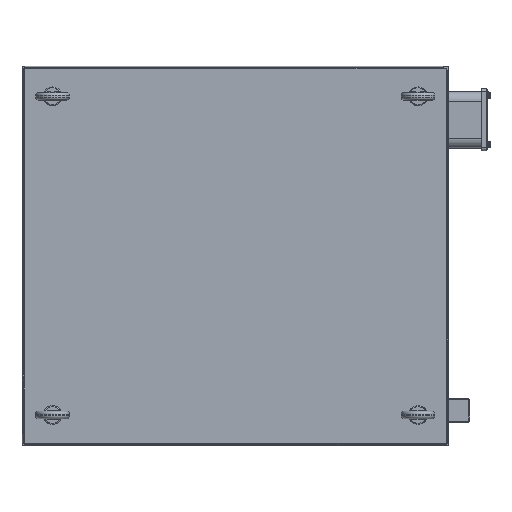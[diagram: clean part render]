
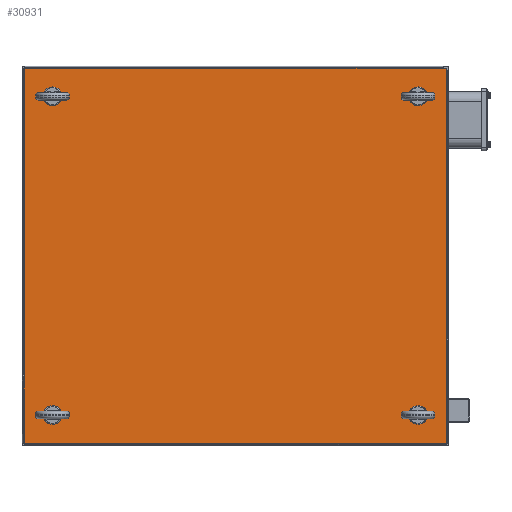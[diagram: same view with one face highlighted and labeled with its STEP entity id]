
A CAD part, top view. The second image highlights one B-rep face of the part: STEP entity #30931.
In plain terms, the highlighted planar face has unit normal (0, 0, 1).
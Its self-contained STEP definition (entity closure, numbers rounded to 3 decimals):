
#1829=FACE_BOUND('',#8486,.T.);
#1830=FACE_BOUND('',#8487,.T.);
#1831=FACE_BOUND('',#8488,.T.);
#1832=FACE_BOUND('',#8489,.T.);
#2048=LINE('',#48108,#3850);
#2053=LINE('',#48117,#3855);
#2057=LINE('',#48125,#3859);
#2059=LINE('',#48128,#3861);
#3850=VECTOR('',#37176,1.);
#3855=VECTOR('',#37183,1.);
#3859=VECTOR('',#37189,1.);
#3861=VECTOR('',#37193,1.);
#5652=PLANE('',#32886);
#6605=FACE_OUTER_BOUND('',#8485,.T.);
#8485=EDGE_LOOP('',(#20976,#20977,#20978,#20979));
#8486=EDGE_LOOP('',(#20980,#20981));
#8487=EDGE_LOOP('',(#20982,#20983));
#8488=EDGE_LOOP('',(#20984,#20985));
#8489=EDGE_LOOP('',(#20986,#20987));
#11124=CIRCLE('',#32887,20.);
#11125=CIRCLE('',#32888,20.);
#11126=CIRCLE('',#32889,20.);
#11127=CIRCLE('',#32890,20.);
#11128=CIRCLE('',#32891,20.);
#11129=CIRCLE('',#32892,20.);
#11130=CIRCLE('',#32893,20.);
#11131=CIRCLE('',#32894,20.);
#12835=VERTEX_POINT('',#48105);
#12836=VERTEX_POINT('',#48107);
#12839=VERTEX_POINT('',#48115);
#12842=VERTEX_POINT('',#48123);
#12843=VERTEX_POINT('',#48130);
#12844=VERTEX_POINT('',#48131);
#12845=VERTEX_POINT('',#48134);
#12846=VERTEX_POINT('',#48135);
#12847=VERTEX_POINT('',#48138);
#12848=VERTEX_POINT('',#48139);
#12849=VERTEX_POINT('',#48142);
#12850=VERTEX_POINT('',#48143);
#16011=EDGE_CURVE('',#12835,#12836,#2048,.T.);
#16016=EDGE_CURVE('',#12839,#12835,#2053,.T.);
#16020=EDGE_CURVE('',#12842,#12839,#2057,.T.);
#16022=EDGE_CURVE('',#12836,#12842,#2059,.T.);
#16023=EDGE_CURVE('',#12843,#12844,#11124,.T.);
#16024=EDGE_CURVE('',#12844,#12843,#11125,.T.);
#16025=EDGE_CURVE('',#12845,#12846,#11126,.T.);
#16026=EDGE_CURVE('',#12846,#12845,#11127,.T.);
#16027=EDGE_CURVE('',#12847,#12848,#11128,.T.);
#16028=EDGE_CURVE('',#12848,#12847,#11129,.T.);
#16029=EDGE_CURVE('',#12849,#12850,#11130,.T.);
#16030=EDGE_CURVE('',#12850,#12849,#11131,.T.);
#20976=ORIENTED_EDGE('',*,*,#16022,.F.);
#20977=ORIENTED_EDGE('',*,*,#16011,.F.);
#20978=ORIENTED_EDGE('',*,*,#16016,.F.);
#20979=ORIENTED_EDGE('',*,*,#16020,.F.);
#20980=ORIENTED_EDGE('',*,*,#16023,.T.);
#20981=ORIENTED_EDGE('',*,*,#16024,.T.);
#20982=ORIENTED_EDGE('',*,*,#16025,.T.);
#20983=ORIENTED_EDGE('',*,*,#16026,.T.);
#20984=ORIENTED_EDGE('',*,*,#16027,.T.);
#20985=ORIENTED_EDGE('',*,*,#16028,.T.);
#20986=ORIENTED_EDGE('',*,*,#16029,.T.);
#20987=ORIENTED_EDGE('',*,*,#16030,.T.);
#30931=ADVANCED_FACE('',(#6605,#1829,#1830,#1831,#1832),#5652,.T.);
#32886=AXIS2_PLACEMENT_3D('',#48129,#37194,#37195);
#32887=AXIS2_PLACEMENT_3D('',#48132,#37196,#37197);
#32888=AXIS2_PLACEMENT_3D('',#48133,#37198,#37199);
#32889=AXIS2_PLACEMENT_3D('',#48136,#37200,#37201);
#32890=AXIS2_PLACEMENT_3D('',#48137,#37202,#37203);
#32891=AXIS2_PLACEMENT_3D('',#48140,#37204,#37205);
#32892=AXIS2_PLACEMENT_3D('',#48141,#37206,#37207);
#32893=AXIS2_PLACEMENT_3D('',#48144,#37208,#37209);
#32894=AXIS2_PLACEMENT_3D('',#48145,#37210,#37211);
#37176=DIRECTION('',(-1.,0.,0.));
#37183=DIRECTION('',(0.,-1.,0.));
#37189=DIRECTION('',(1.,0.,0.));
#37193=DIRECTION('',(0.,1.,0.));
#37194=DIRECTION('center_axis',(0.,0.,1.));
#37195=DIRECTION('ref_axis',(1.,0.,0.));
#37196=DIRECTION('center_axis',(0.,0.,-1.));
#37197=DIRECTION('ref_axis',(1.,0.,0.));
#37198=DIRECTION('center_axis',(0.,0.,-1.));
#37199=DIRECTION('ref_axis',(1.,0.,0.));
#37200=DIRECTION('center_axis',(0.,0.,-1.));
#37201=DIRECTION('ref_axis',(1.,0.,0.));
#37202=DIRECTION('center_axis',(0.,0.,-1.));
#37203=DIRECTION('ref_axis',(1.,0.,0.));
#37204=DIRECTION('center_axis',(0.,0.,-1.));
#37205=DIRECTION('ref_axis',(1.,0.,0.));
#37206=DIRECTION('center_axis',(0.,0.,-1.));
#37207=DIRECTION('ref_axis',(1.,0.,0.));
#37208=DIRECTION('center_axis',(0.,0.,-1.));
#37209=DIRECTION('ref_axis',(1.,0.,0.));
#37210=DIRECTION('center_axis',(0.,0.,-1.));
#37211=DIRECTION('ref_axis',(1.,0.,0.));
#48105=CARTESIAN_POINT('',(900.,0.,48.));
#48107=CARTESIAN_POINT('',(0.,0.,48.));
#48108=CARTESIAN_POINT('',(900.,0.,48.));
#48115=CARTESIAN_POINT('',(900.,800.,48.));
#48117=CARTESIAN_POINT('',(900.,800.,48.));
#48123=CARTESIAN_POINT('',(0.,800.,48.));
#48125=CARTESIAN_POINT('',(0.,800.,48.));
#48128=CARTESIAN_POINT('',(0.,0.,48.));
#48129=CARTESIAN_POINT('Origin',(0.,0.,48.));
#48130=CARTESIAN_POINT('',(860.,60.,48.));
#48131=CARTESIAN_POINT('',(820.,60.,48.));
#48132=CARTESIAN_POINT('Origin',(840.,60.,48.));
#48133=CARTESIAN_POINT('Origin',(840.,60.,48.));
#48134=CARTESIAN_POINT('',(80.,60.,48.));
#48135=CARTESIAN_POINT('',(40.,60.,48.));
#48136=CARTESIAN_POINT('Origin',(60.,60.,48.));
#48137=CARTESIAN_POINT('Origin',(60.,60.,48.));
#48138=CARTESIAN_POINT('',(860.,740.,48.));
#48139=CARTESIAN_POINT('',(820.,740.,48.));
#48140=CARTESIAN_POINT('Origin',(840.,740.,48.));
#48141=CARTESIAN_POINT('Origin',(840.,740.,48.));
#48142=CARTESIAN_POINT('',(80.,740.,48.));
#48143=CARTESIAN_POINT('',(40.,740.,48.));
#48144=CARTESIAN_POINT('Origin',(60.,740.,48.));
#48145=CARTESIAN_POINT('Origin',(60.,740.,48.));
